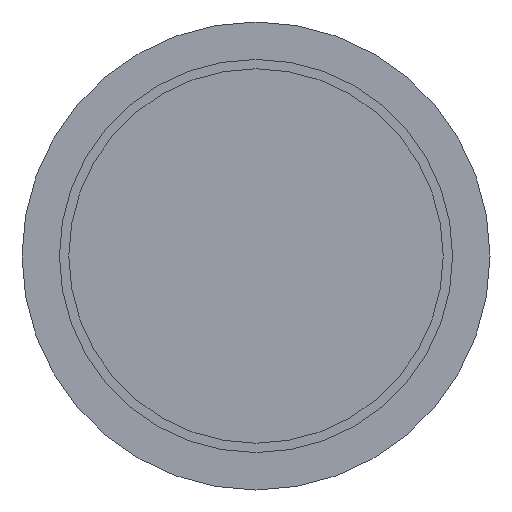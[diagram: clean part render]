
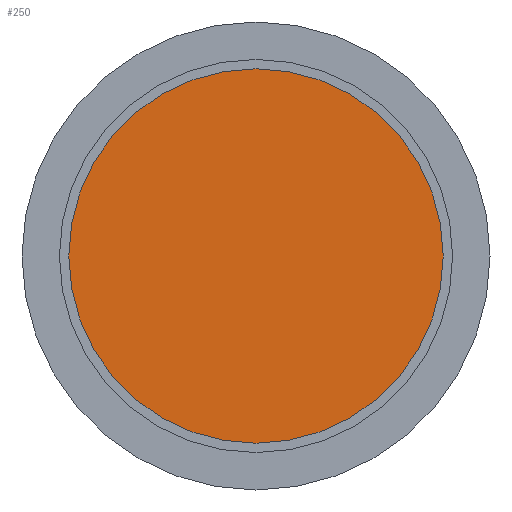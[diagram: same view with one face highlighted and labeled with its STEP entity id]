
A CAD part, front view. The second image highlights one B-rep face of the part: STEP entity #250.
In plain terms, the highlighted planar face has unit normal (0, -1, 0).
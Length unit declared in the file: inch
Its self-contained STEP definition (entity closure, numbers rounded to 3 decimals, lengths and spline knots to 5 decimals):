
#57 = DIRECTION ( 'NONE',  ( 1., 0., 0. ) ) ;
#58 = DIRECTION ( 'NONE',  ( 0., -1., 0. ) ) ;
#59 = CARTESIAN_POINT ( 'NONE',  ( 0., 0., 0. ) ) ;
#60 = PLANE ( 'NONE',  #366 ) ;
#201 = AXIS2_PLACEMENT_3D ( 'NONE', #591, #595, #596 ) ;
#204 = AXIS2_PLACEMENT_3D ( 'NONE', #600, #604, #605 ) ;
#250 = ADVANCED_FACE ( 'NONE', ( #363 ), #60, .T. ) ;
#287 = CIRCLE ( 'NONE', #201, 0.25 ) ;
#289 = CIRCLE ( 'NONE', #204, 0.25 ) ;
#322 = EDGE_CURVE ( 'NONE', #843, #844, #287, .T. ) ;
#325 = EDGE_CURVE ( 'NONE', #844, #843, #289, .T. ) ;
#363 = FACE_OUTER_BOUND ( 'NONE', #759, .T. ) ;
#366 = AXIS2_PLACEMENT_3D ( 'NONE', #59, #58, #57 ) ;
#591 = CARTESIAN_POINT ( 'NONE',  ( 0., 0., 0. ) ) ;
#595 = DIRECTION ( 'NONE',  ( 0., -1., 0. ) ) ;
#596 = DIRECTION ( 'NONE',  ( 1., 0., 0. ) ) ;
#600 = CARTESIAN_POINT ( 'NONE',  ( 0., 0., 0. ) ) ;
#604 = DIRECTION ( 'NONE',  ( 0., -1., 0. ) ) ;
#605 = DIRECTION ( 'NONE',  ( 1., 0., 0. ) ) ;
#615 = CARTESIAN_POINT ( 'NONE',  ( 0.25, 0., 0. ) ) ;
#616 = CARTESIAN_POINT ( 'NONE',  ( -0.25, 0., 0. ) ) ;
#759 = EDGE_LOOP ( 'NONE', ( #764, #763 ) ) ;
#763 = ORIENTED_EDGE ( 'NONE', *, *, #322, .T. ) ;
#764 = ORIENTED_EDGE ( 'NONE', *, *, #325, .T. ) ;
#843 = VERTEX_POINT ( 'NONE', #615 ) ;
#844 = VERTEX_POINT ( 'NONE', #616 ) ;
